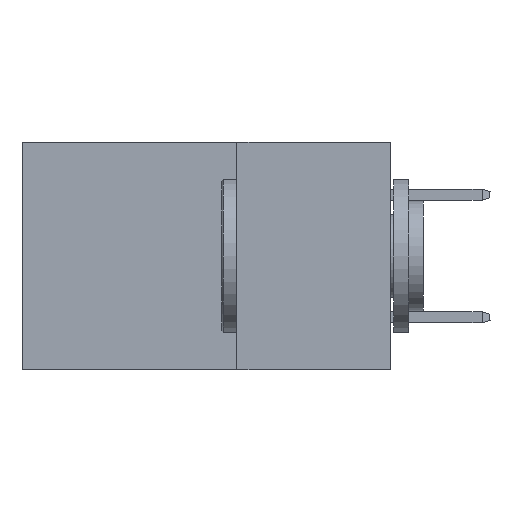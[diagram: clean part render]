
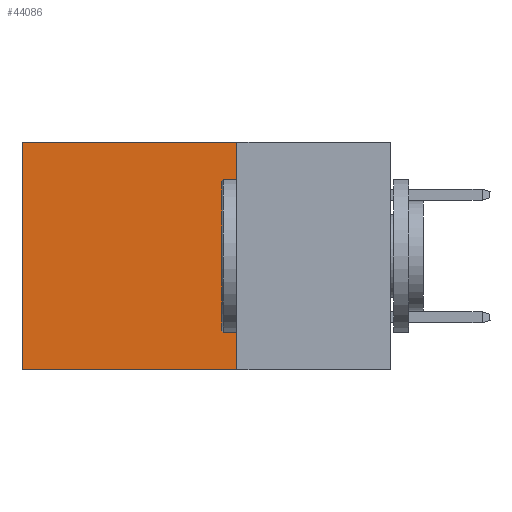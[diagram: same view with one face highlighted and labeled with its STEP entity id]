
A CAD part, left-side view. The second image highlights one B-rep face of the part: STEP entity #44086.
In plain terms, the highlighted planar face has unit normal (-1, 0, 0).
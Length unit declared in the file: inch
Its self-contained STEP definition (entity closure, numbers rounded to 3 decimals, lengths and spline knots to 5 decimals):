
#1055 = VERTEX_POINT ( 'NONE', #38442 ) ;
#2707 = EDGE_LOOP ( 'NONE', ( #15056, #16483, #4621, #35238 ) ) ;
#3582 = DIRECTION ( 'NONE',  ( 0., 0., -1. ) ) ;
#3680 = VECTOR ( 'NONE', #3582, 39.37008 ) ;
#4072 = CARTESIAN_POINT ( 'NONE',  ( 0.2875, 0.6, -0.37 ) ) ;
#4547 = DIRECTION ( 'NONE',  ( 0., 0., -1. ) ) ;
#4621 = ORIENTED_EDGE ( 'NONE', *, *, #5833, .F. ) ;
#5833 = EDGE_CURVE ( 'NONE', #22117, #15999, #25466, .T. ) ;
#6465 = DIRECTION ( 'NONE',  ( 0., 1., 0. ) ) ;
#8802 = CARTESIAN_POINT ( 'NONE',  ( 0.2875, 0.25, -0.37 ) ) ;
#9751 = CARTESIAN_POINT ( 'NONE',  ( 0.2875, 0.25, 0. ) ) ;
#10173 = FACE_OUTER_BOUND ( 'NONE', #2707, .T. ) ;
#13620 = VECTOR ( 'NONE', #6465, 39.37008 ) ;
#15056 = ORIENTED_EDGE ( 'NONE', *, *, #40726, .T. ) ;
#15243 = LINE ( 'NONE', #9751, #13620 ) ;
#15999 = VERTEX_POINT ( 'NONE', #43644 ) ;
#16483 = ORIENTED_EDGE ( 'NONE', *, *, #22976, .F. ) ;
#18147 = DIRECTION ( 'NONE',  ( 1., 0., 0. ) ) ;
#19985 = LINE ( 'NONE', #8802, #22065 ) ;
#21265 = EDGE_CURVE ( 'NONE', #22117, #1055, #15243, .T. ) ;
#21569 = CARTESIAN_POINT ( 'NONE',  ( 0.2875, 0.25, 0. ) ) ;
#22065 = VECTOR ( 'NONE', #22848, 39.37008 ) ;
#22117 = VERTEX_POINT ( 'NONE', #21569 ) ;
#22848 = DIRECTION ( 'NONE',  ( 0., 1., 0. ) ) ;
#22976 = EDGE_CURVE ( 'NONE', #15999, #26130, #19985, .T. ) ;
#25466 = LINE ( 'NONE', #29138, #41975 ) ;
#26130 = VERTEX_POINT ( 'NONE', #4072 ) ;
#28993 = DIRECTION ( 'NONE',  ( 0., 0., -1. ) ) ;
#29138 = CARTESIAN_POINT ( 'NONE',  ( 0.2875, 0.25, 0. ) ) ;
#35238 = ORIENTED_EDGE ( 'NONE', *, *, #21265, .T. ) ;
#35635 = LINE ( 'NONE', #37560, #3680 ) ;
#37560 = CARTESIAN_POINT ( 'NONE',  ( 0.2875, 0.6, 0. ) ) ;
#38365 = CARTESIAN_POINT ( 'NONE',  ( 0.2875, 0.25, 0. ) ) ;
#38442 = CARTESIAN_POINT ( 'NONE',  ( 0.2875, 0.6, 0. ) ) ;
#38519 = PLANE ( 'NONE',  #40104 ) ;
#40104 = AXIS2_PLACEMENT_3D ( 'NONE', #38365, #18147, #4547 ) ;
#40726 = EDGE_CURVE ( 'NONE', #1055, #26130, #35635, .T. ) ;
#41975 = VECTOR ( 'NONE', #28993, 39.37008 ) ;
#43644 = CARTESIAN_POINT ( 'NONE',  ( 0.2875, 0.25, -0.37 ) ) ;
#44086 = ADVANCED_FACE ( 'NONE', ( #10173 ), #38519, .F. ) ;
